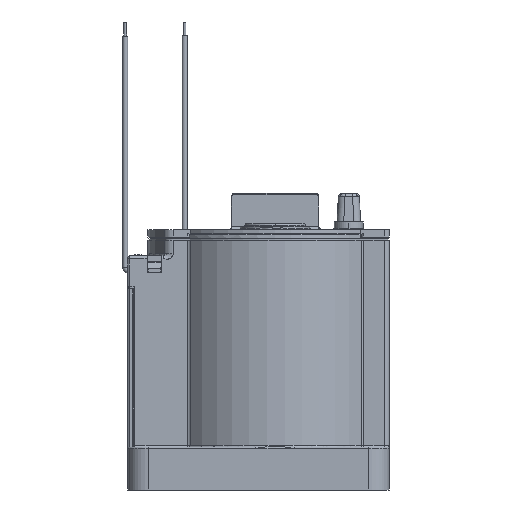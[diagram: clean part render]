
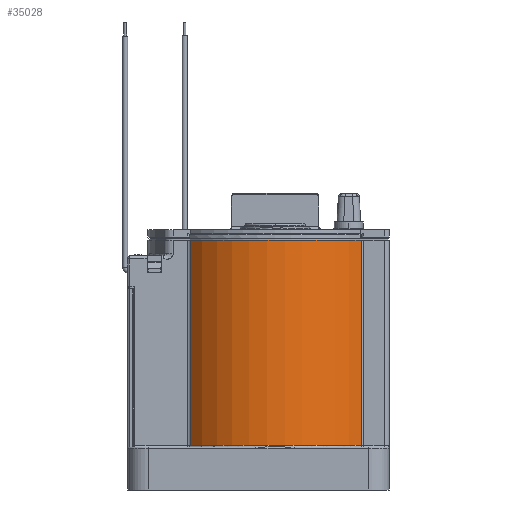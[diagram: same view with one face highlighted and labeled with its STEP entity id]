
A CAD part, left-side view. The second image highlights one B-rep face of the part: STEP entity #35028.
In plain terms, the highlighted cylindrical face has radius 32.8 mm (diameter 65.6 mm), a partial arc.
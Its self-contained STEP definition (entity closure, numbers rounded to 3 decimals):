
#2915=CARTESIAN_POINT('',(0.,8.,38.));
#2916=DIRECTION('',(0.,0.,-1.));
#2917=DIRECTION('',(-0.623,-0.782,0.));
#2918=AXIS2_PLACEMENT_3D('',#2915,#2916,#2917);
#6807=DIRECTION('',(0.,0.,1.));
#6808=VECTOR('',#6807,61.2);
#6809=CARTESIAN_POINT('',(-20.767,33.389,-23.2));
#6810=LINE('',#6809,#6808);
#6811=DIRECTION('',(0.,0.,-1.));
#6812=VECTOR('',#6811,61.2);
#6813=CARTESIAN_POINT('',(-20.427,-17.663,38.));
#6814=LINE('',#6813,#6812);
#6832=CARTESIAN_POINT('',(0.,8.,-23.2));
#6833=DIRECTION('',(0.,0.,1.));
#6834=DIRECTION('',(-0.633,0.774,0.));
#6835=AXIS2_PLACEMENT_3D('',#6832,#6833,#6834);
#20891=CARTESIAN_POINT('',(-20.427,-17.663,38.));
#20892=VERTEX_POINT('',#20891);
#20893=CARTESIAN_POINT('',(-20.767,33.389,38.));
#20894=VERTEX_POINT('',#20893);
#24597=CARTESIAN_POINT('',(-20.767,33.389,
-23.2));
#24598=VERTEX_POINT('',#24597);
#24601=CARTESIAN_POINT('',(-20.427,-17.663,-23.2));
#24602=VERTEX_POINT('',#24601);
#35015=CARTESIAN_POINT('',(0.,8.,-24.424));
#35016=DIRECTION('',(0.,0.,1.));
#35017=DIRECTION('',(0.,-1.,0.));
#35018=AXIS2_PLACEMENT_3D('',#35015,#35016,#35017);
#35019=CYLINDRICAL_SURFACE('',#35018,32.8);
#35021=ORIENTED_EDGE('',*,*,#35020,.F.);
#35022=ORIENTED_EDGE('',*,*,#35010,.T.);
#35023=ORIENTED_EDGE('',*,*,#29462,.F.);
#35025=ORIENTED_EDGE('',*,*,#35024,.T.);
#35026=EDGE_LOOP('',(#35021,#35022,#35023,#35025));
#35027=FACE_OUTER_BOUND('',#35026,.F.);
#35028=ADVANCED_FACE('',(#35027),#35019,.T.);
#2919=CIRCLE('',#2918,32.8);
#6836=CIRCLE('',#6835,32.8);
#29462=EDGE_CURVE('',#20892,#20894,#2919,.T.);
#35010=EDGE_CURVE('',#24598,#20894,#6810,.T.);
#35020=EDGE_CURVE('',#24598,#24602,#6836,.T.);
#35024=EDGE_CURVE('',#20892,#24602,#6814,.T.);
